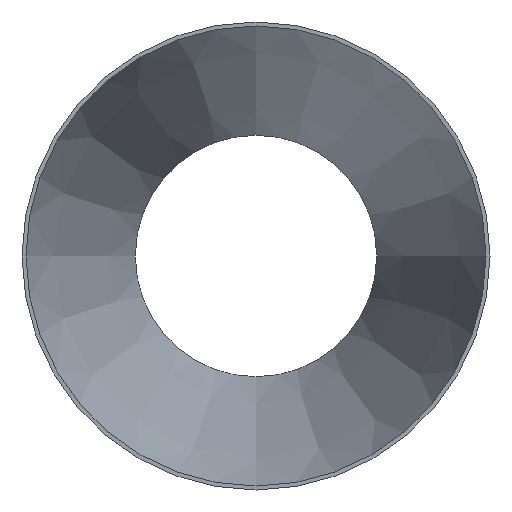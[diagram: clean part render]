
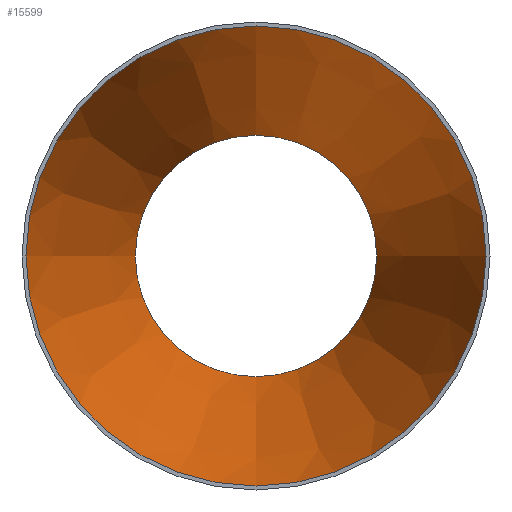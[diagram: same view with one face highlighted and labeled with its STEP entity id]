
A CAD part, front view. The second image highlights one B-rep face of the part: STEP entity #15599.
In plain terms, the highlighted conical face has half-angle 15.622 degrees and reference radius 298.808 mm.
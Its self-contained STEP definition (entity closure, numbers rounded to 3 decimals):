
#3450 = CARTESIAN_POINT ( 'NONE',  ( 0., 508., 0. ) ) ;
#4005 = EDGE_LOOP ( 'NONE', ( #48747 ) ) ;
#8547 = CARTESIAN_POINT ( 'NONE',  ( 0., 0., 0. ) ) ;
#11261 = AXIS2_PLACEMENT_3D ( 'NONE', #8547, #12552, #50854 ) ;
#12552 = DIRECTION ( 'NONE',  ( 0., -1., 0. ) ) ;
#12943 = FACE_BOUND ( 'NONE', #14013, .T. ) ;
#13150 = VERTEX_POINT ( 'NONE', #18444 ) ;
#13980 = CARTESIAN_POINT ( 'NONE',  ( 0., 0., 0. ) ) ;
#14013 = EDGE_LOOP ( 'NONE', ( #25435 ) ) ;
#14568 = CONICAL_SURFACE ( 'NONE', #44430, 298.808, 0.273 ) ;
#15599 = ADVANCED_FACE ( 'NONE', ( #12943, #50540 ), #14568, .F. ) ;
#15960 = DIRECTION ( 'NONE',  ( 0., 0., -1. ) ) ;
#18444 = CARTESIAN_POINT ( 'NONE',  ( 0., 508., -156.758 ) ) ;
#21429 = CIRCLE ( 'NONE', #11261, 298.808 ) ;
#21908 = VERTEX_POINT ( 'NONE', #37185 ) ;
#25254 = CIRCLE ( 'NONE', #44890, 156.758 ) ;
#25435 = ORIENTED_EDGE ( 'NONE', *, *, #44060, .F. ) ;
#28084 = EDGE_CURVE ( 'NONE', #21908, #21908, #21429, .T. ) ;
#30268 = DIRECTION ( 'NONE',  ( 0., -1., 0. ) ) ;
#37185 = CARTESIAN_POINT ( 'NONE',  ( 0., 0., -298.808 ) ) ;
#44060 = EDGE_CURVE ( 'NONE', #13150, #13150, #25254, .T. ) ;
#44430 = AXIS2_PLACEMENT_3D ( 'NONE', #13980, #30268, #46550 ) ;
#44890 = AXIS2_PLACEMENT_3D ( 'NONE', #3450, #52492, #15960 ) ;
#46550 = DIRECTION ( 'NONE',  ( 0., 0., -1. ) ) ;
#48747 = ORIENTED_EDGE ( 'NONE', *, *, #28084, .T. ) ;
#50540 = FACE_OUTER_BOUND ( 'NONE', #4005, .T. ) ;
#50854 = DIRECTION ( 'NONE',  ( 0., 0., -1. ) ) ;
#52492 = DIRECTION ( 'NONE',  ( 0., -1., 0. ) ) ;
